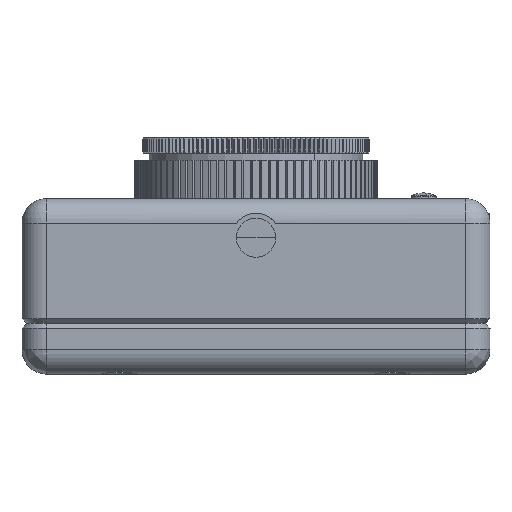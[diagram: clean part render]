
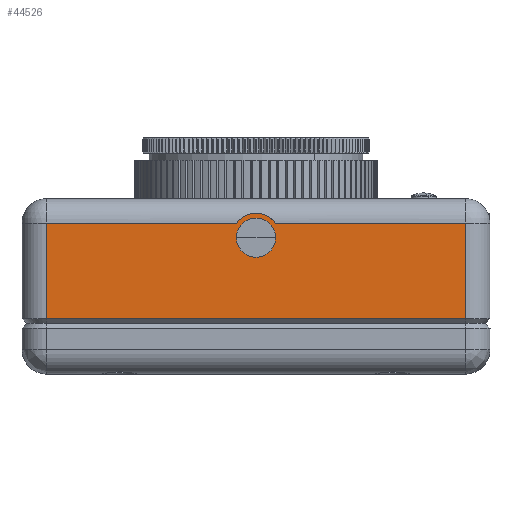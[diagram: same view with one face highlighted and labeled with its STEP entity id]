
A CAD part, left-side view. The second image highlights one B-rep face of the part: STEP entity #44526.
In plain terms, the highlighted planar face has unit normal (-1, 0, 0).
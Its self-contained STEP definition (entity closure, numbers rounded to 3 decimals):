
#680 = AXIS2_PLACEMENT_3D ( 'NONE', #68884, #40803, #23984 ) ;
#1372 = CARTESIAN_POINT ( 'NONE',  ( 0., -13.081, 0. ) ) ;
#2932 = CARTESIAN_POINT ( 'NONE',  ( 0., -13.081, -57.785 ) ) ;
#3192 = DIRECTION ( 'NONE',  ( 0., 0., 1. ) ) ;
#5958 = CARTESIAN_POINT ( 'NONE',  ( 0., -13.081, -3.175 ) ) ;
#6752 = DIRECTION ( 'NONE',  ( 0., 0., 1. ) ) ;
#7575 = ORIENTED_EDGE ( 'NONE', *, *, #50430, .T. ) ;
#8751 = VERTEX_POINT ( 'NONE', #2932 ) ;
#9265 = EDGE_LOOP ( 'NONE', ( #24135, #57860 ) ) ;
#11077 = EDGE_CURVE ( 'NONE', #18603, #16649, #12642, .T. ) ;
#11338 = VERTEX_POINT ( 'NONE', #70553 ) ;
#11516 = DIRECTION ( 'NONE',  ( 0., 0., 1. ) ) ;
#12367 = CARTESIAN_POINT ( 'NONE',  ( 0., -11.176, -30.48 ) ) ;
#12642 = LINE ( 'NONE', #23887, #54522 ) ;
#13017 = AXIS2_PLACEMENT_3D ( 'NONE', #19806, #32522, #72558 ) ;
#15926 = LINE ( 'NONE', #21543, #31979 ) ;
#16113 = VERTEX_POINT ( 'NONE', #5958 ) ;
#16649 = VERTEX_POINT ( 'NONE', #69468 ) ;
#17175 = DIRECTION ( 'NONE',  ( 0., 0., 1. ) ) ;
#17508 = LINE ( 'NONE', #1372, #20649 ) ;
#18266 = DIRECTION ( 'NONE',  ( 0., 0., -1. ) ) ;
#18603 = VERTEX_POINT ( 'NONE', #39987 ) ;
#18960 = ORIENTED_EDGE ( 'NONE', *, *, #24994, .F. ) ;
#19806 = CARTESIAN_POINT ( 'NONE',  ( 0., -16.256, -60.96 ) ) ;
#20649 = VECTOR ( 'NONE', #11516, 1000. ) ;
#20804 = AXIS2_PLACEMENT_3D ( 'NONE', #35460, #29868, #17175 ) ;
#21147 = ORIENTED_EDGE ( 'NONE', *, *, #49857, .T. ) ;
#21543 = CARTESIAN_POINT ( 'NONE',  ( 0., -13.081, 0. ) ) ;
#22886 = DIRECTION ( 'NONE',  ( -1., 0., 0. ) ) ;
#23887 = CARTESIAN_POINT ( 'NONE',  ( 0., -0.635, -60.96 ) ) ;
#23984 = DIRECTION ( 'NONE',  ( 0., 0., -1. ) ) ;
#24135 = ORIENTED_EDGE ( 'NONE', *, *, #72678, .F. ) ;
#24994 = EDGE_CURVE ( 'NONE', #11338, #47532, #63993, .T. ) ;
#25071 = CARTESIAN_POINT ( 'NONE',  ( 0., -16.256, -57.785 ) ) ;
#25154 = LINE ( 'NONE', #65555, #42202 ) ;
#25795 = PLANE ( 'NONE',  #13017 ) ;
#29788 = AXIS2_PLACEMENT_3D ( 'NONE', #12367, #22886, #6752 ) ;
#29868 = DIRECTION ( 'NONE',  ( -1., 0., 0. ) ) ;
#31979 = VECTOR ( 'NONE', #3192, 1000. ) ;
#32522 = DIRECTION ( 'NONE',  ( -1., 0., 0. ) ) ;
#32723 = CARTESIAN_POINT ( 'NONE',  ( 0., -11.176, -27.927 ) ) ;
#33462 = CARTESIAN_POINT ( 'NONE',  ( 0., -11.176, -33.033 ) ) ;
#35460 = CARTESIAN_POINT ( 'NONE',  ( 0., -11.176, -30.48 ) ) ;
#36644 = DIRECTION ( 'NONE',  ( 0., -1., 0. ) ) ;
#39745 = EDGE_CURVE ( 'NONE', #51796, #66365, #39857, .T. ) ;
#39857 = CIRCLE ( 'NONE', #20804, 2.553 ) ;
#39987 = CARTESIAN_POINT ( 'NONE',  ( 0., -0.635, -3.175 ) ) ;
#40286 = CARTESIAN_POINT ( 'NONE',  ( 0., -13.081, -33.02 ) ) ;
#40803 = DIRECTION ( 'NONE',  ( 1., 0., 0. ) ) ;
#42202 = VECTOR ( 'NONE', #65184, 1000. ) ;
#43269 = EDGE_CURVE ( 'NONE', #11338, #16113, #15926, .T. ) ;
#44336 = EDGE_LOOP ( 'NONE', ( #21147, #18960, #67125, #7575, #65604, #71372 ) ) ;
#44526 = ADVANCED_FACE ( 'NONE', ( #59478, #48624 ), #25795, .T. ) ;
#47532 = VERTEX_POINT ( 'NONE', #40286 ) ;
#48624 = FACE_OUTER_BOUND ( 'NONE', #44336, .T. ) ;
#49857 = EDGE_CURVE ( 'NONE', #8751, #47532, #17508, .T. ) ;
#50430 = EDGE_CURVE ( 'NONE', #16113, #18603, #25154, .T. ) ;
#51796 = VERTEX_POINT ( 'NONE', #33462 ) ;
#54522 = VECTOR ( 'NONE', #18266, 1000. ) ;
#54733 = VECTOR ( 'NONE', #36644, 1000. ) ;
#57860 = ORIENTED_EDGE ( 'NONE', *, *, #39745, .F. ) ;
#59478 = FACE_BOUND ( 'NONE', #9265, .T. ) ;
#63993 = CIRCLE ( 'NONE', #680, 3.175 ) ;
#64395 = CIRCLE ( 'NONE', #29788, 2.553 ) ;
#65101 = LINE ( 'NONE', #25071, #54733 ) ;
#65184 = DIRECTION ( 'NONE',  ( 0., 1., 0. ) ) ;
#65555 = CARTESIAN_POINT ( 'NONE',  ( 0., -16.256, -3.175 ) ) ;
#65604 = ORIENTED_EDGE ( 'NONE', *, *, #11077, .T. ) ;
#66365 = VERTEX_POINT ( 'NONE', #32723 ) ;
#67125 = ORIENTED_EDGE ( 'NONE', *, *, #43269, .T. ) ;
#68884 = CARTESIAN_POINT ( 'NONE',  ( 0., -11.176, -30.48 ) ) ;
#69468 = CARTESIAN_POINT ( 'NONE',  ( 0., -0.635, -57.785 ) ) ;
#70553 = CARTESIAN_POINT ( 'NONE',  ( 0., -13.081, -27.94 ) ) ;
#71372 = ORIENTED_EDGE ( 'NONE', *, *, #71599, .T. ) ;
#71599 = EDGE_CURVE ( 'NONE', #16649, #8751, #65101, .T. ) ;
#72558 = DIRECTION ( 'NONE',  ( 0., 0., 1. ) ) ;
#72678 = EDGE_CURVE ( 'NONE', #66365, #51796, #64395, .T. ) ;
